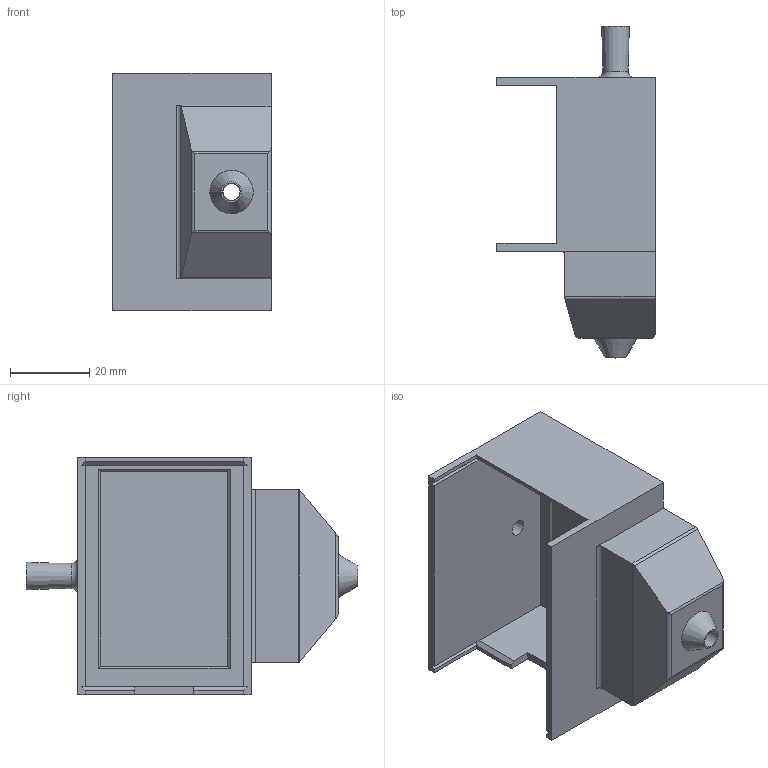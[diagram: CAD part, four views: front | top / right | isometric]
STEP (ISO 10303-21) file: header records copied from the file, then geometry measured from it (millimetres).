
FILE_DESCRIPTION(/* description */ (''),/* implementation_level */ '2;1');
FILE_NAME(/* name */ 'sensor end v18.step',/* time_stamp */ '2024-11-12T09:25:10-05:00',/* author */ (''),/* organization */ (''),/* preprocessor_version */ 'ST-DEVELOPER v20',/* originating_system */ 'Autodesk Translation Framework v13.20.0.188',/* authorisation */ '');
FILE_SCHEMA (('AUTOMOTIVE_DESIGN { 1 0 10303 214 3 1 1 }'));
Length unit declared in the file: millimetre
Products named in the file (1): sensor end
Bounding box: 40 x 84 x 60 mm (x, y, z)
Volume: 21599.6 mm3; surface area: 23538.3 mm2
Topology: 1 solids, 1 shells, 68 faces, 181 edges, 118 vertices
Faces by surface type: plane 54, cylinder 9, cone 4, torus 1
Full cylindrical faces by diameter (mm): 4.5 x1
Entity records: 2133 total; most frequent: CARTESIAN_POINT 374, ORIENTED_EDGE 362, DIRECTION 346, EDGE_CURVE 181, LINE 150, VECTOR 150, VERTEX_POINT 118, AXIS2_PLACEMENT_3D 98
